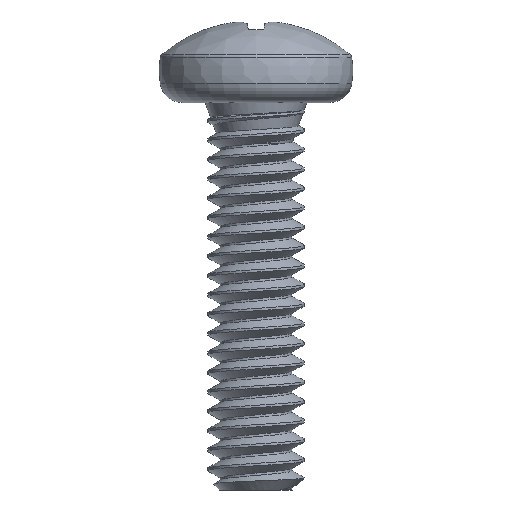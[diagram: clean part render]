
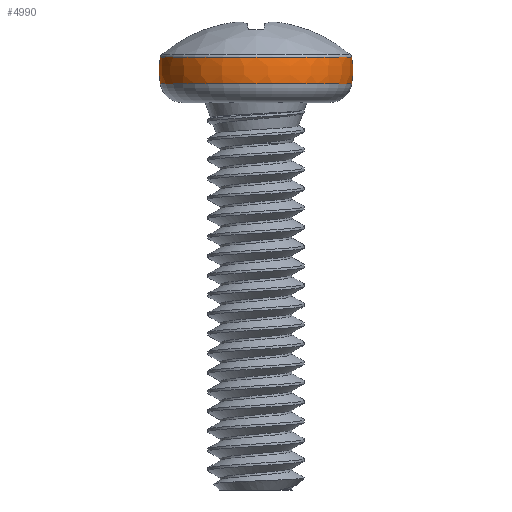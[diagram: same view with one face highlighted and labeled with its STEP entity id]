
A CAD part, left-side view. The second image highlights one B-rep face of the part: STEP entity #4990.
In plain terms, the highlighted toroidal (fillet/blend) face has major radius 0.42 mm and minor radius 1.58 mm.
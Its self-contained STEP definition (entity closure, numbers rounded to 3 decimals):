
#131 = ORIENTED_EDGE ( 'NONE', *, *, #2335, .T. ) ;
#154 = DIRECTION ( 'NONE',  ( 0., -1., 0. ) ) ;
#251 = CARTESIAN_POINT ( 'NONE',  ( 0., 0., 3.536 ) ) ;
#296 = CIRCLE ( 'NONE', #1662, 1.976 ) ;
#333 = DIRECTION ( 'NONE',  ( 0., 0., 1. ) ) ;
#391 = CARTESIAN_POINT ( 'NONE',  ( 0., -1.976, 3.536 ) ) ;
#542 = CIRCLE ( 'NONE', #4492, 1.58 ) ;
#566 = CARTESIAN_POINT ( 'NONE',  ( 0., 0.42, 3.811 ) ) ;
#717 = FACE_OUTER_BOUND ( 'NONE', #3685, .T. ) ;
#791 = CARTESIAN_POINT ( 'NONE',  ( 0., 1.976, 3.536 ) ) ;
#1182 = DIRECTION ( 'NONE',  ( 0., 0., 1. ) ) ;
#1246 = ORIENTED_EDGE ( 'NONE', *, *, #4280, .T. ) ;
#1257 = DIRECTION ( 'NONE',  ( -1., 0., 0. ) ) ;
#1269 = CARTESIAN_POINT ( 'NONE',  ( 0., 0., 3.811 ) ) ;
#1662 = AXIS2_PLACEMENT_3D ( 'NONE', #251, #3633, #154 ) ;
#2211 = VERTEX_POINT ( 'NONE', #3001 ) ;
#2335 = EDGE_CURVE ( 'NONE', #3017, #2211, #542, .T. ) ;
#2363 = ORIENTED_EDGE ( 'NONE', *, *, #3427, .F. ) ;
#2389 = AXIS2_PLACEMENT_3D ( 'NONE', #1269, #1182, #6127 ) ;
#2717 = CIRCLE ( 'NONE', #3436, 1.58 ) ;
#3001 = CARTESIAN_POINT ( 'NONE',  ( 0., -1.976, 4.085 ) ) ;
#3017 = VERTEX_POINT ( 'NONE', #391 ) ;
#3427 = EDGE_CURVE ( 'NONE', #6092, #5996, #2717, .T. ) ;
#3436 = AXIS2_PLACEMENT_3D ( 'NONE', #566, #5059, #4565 ) ;
#3633 = DIRECTION ( 'NONE',  ( 0., 0., 1. ) ) ;
#3685 = EDGE_LOOP ( 'NONE', ( #2363, #1246, #131, #4665 ) ) ;
#3794 = DIRECTION ( 'NONE',  ( 0., -1., 0. ) ) ;
#4255 = AXIS2_PLACEMENT_3D ( 'NONE', #4381, #6354, #3794 ) ;
#4268 = CARTESIAN_POINT ( 'NONE',  ( 0., -0.42, 3.811 ) ) ;
#4280 = EDGE_CURVE ( 'NONE', #6092, #3017, #296, .T. ) ;
#4381 = CARTESIAN_POINT ( 'NONE',  ( 0., 0., 4.085 ) ) ;
#4492 = AXIS2_PLACEMENT_3D ( 'NONE', #4268, #1257, #333 ) ;
#4565 = DIRECTION ( 'NONE',  ( 0., 1., 0. ) ) ;
#4566 = CARTESIAN_POINT ( 'NONE',  ( 0., 1.976, 4.085 ) ) ;
#4665 = ORIENTED_EDGE ( 'NONE', *, *, #5129, .F. ) ;
#4696 = CIRCLE ( 'NONE', #4255, 1.976 ) ;
#4990 = ADVANCED_FACE ( 'NONE', ( #717 ), #5203, .T. ) ;
#5059 = DIRECTION ( 'NONE',  ( 1., 0., 0. ) ) ;
#5129 = EDGE_CURVE ( 'NONE', #5996, #2211, #4696, .T. ) ;
#5203 = TOROIDAL_SURFACE ( 'NONE', #2389, 0.42, 1.58 ) ;
#5996 = VERTEX_POINT ( 'NONE', #4566 ) ;
#6092 = VERTEX_POINT ( 'NONE', #791 ) ;
#6127 = DIRECTION ( 'NONE',  ( 0., -1., 0. ) ) ;
#6354 = DIRECTION ( 'NONE',  ( 0., 0., 1. ) ) ;
